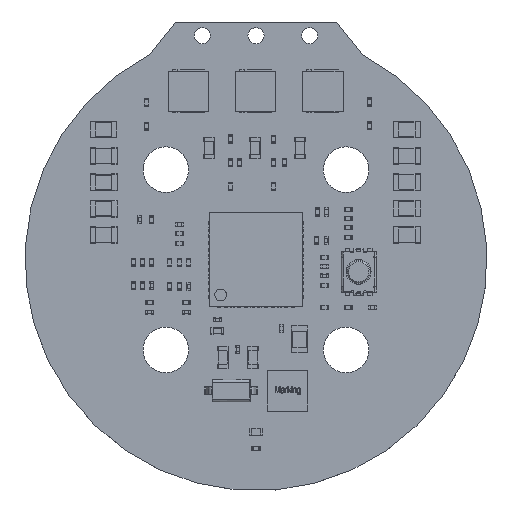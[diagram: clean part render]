
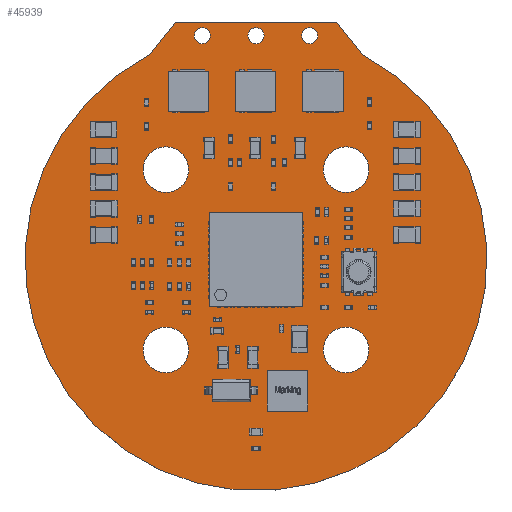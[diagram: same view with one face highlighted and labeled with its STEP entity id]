
A CAD part, top view. The second image highlights one B-rep face of the part: STEP entity #45939.
In plain terms, the highlighted planar face has unit normal (0, 0, 1).
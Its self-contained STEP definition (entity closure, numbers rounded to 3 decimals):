
#45748 = VERTEX_POINT('',#45749);
#45749 = CARTESIAN_POINT('',(108.006,-84.758,1.51));
#45755 = EDGE_CURVE('',#45748,#45756,#45758,.T.);
#45756 = VERTEX_POINT('',#45757);
#45757 = CARTESIAN_POINT('',(92.01,-84.75,1.51));
#45758 = CIRCLE('',#45759,17.216);
#45759 = AXIS2_PLACEMENT_3D('',#45760,#45761,#45762);
#45760 = CARTESIAN_POINT('',(100.,-100.,1.51));
#45761 = DIRECTION('',(0.,0.,-1.));
#45762 = DIRECTION('',(0.465,0.885,0.));
#45790 = VERTEX_POINT('',#45791);
#45791 = CARTESIAN_POINT('',(106.009,-82.28,1.51));
#45797 = EDGE_CURVE('',#45790,#45748,#45798,.T.);
#45798 = LINE('',#45799,#45800);
#45799 = CARTESIAN_POINT('',(106.009,-82.28,1.51));
#45800 = VECTOR('',#45801,1.);
#45801 = DIRECTION('',(0.627,-0.779,0.));
#45819 = EDGE_CURVE('',#45756,#45820,#45822,.T.);
#45820 = VERTEX_POINT('',#45821);
#45821 = CARTESIAN_POINT('',(94.,-82.28,1.51));
#45822 = LINE('',#45823,#45824);
#45823 = CARTESIAN_POINT('',(92.01,-84.75,1.51));
#45824 = VECTOR('',#45825,1.);
#45825 = DIRECTION('',(0.627,0.779,0.));
#45939 = ADVANCED_FACE('',(#45940,#45951,#45962,#45973,#45984,#45995,
    #46006,#46017),#46028,.T.);
#45940 = FACE_BOUND('',#45941,.T.);
#45941 = EDGE_LOOP('',(#45942,#45943,#45944,#45950));
#45942 = ORIENTED_EDGE('',*,*,#45755,.F.);
#45943 = ORIENTED_EDGE('',*,*,#45797,.F.);
#45944 = ORIENTED_EDGE('',*,*,#45945,.F.);
#45945 = EDGE_CURVE('',#45820,#45790,#45946,.T.);
#45946 = LINE('',#45947,#45948);
#45947 = CARTESIAN_POINT('',(94.,-82.28,1.51));
#45948 = VECTOR('',#45949,1.);
#45949 = DIRECTION('',(1.,0.,0.));
#45950 = ORIENTED_EDGE('',*,*,#45819,.F.);
#45951 = FACE_BOUND('',#45952,.T.);
#45952 = EDGE_LOOP('',(#45953));
#45953 = ORIENTED_EDGE('',*,*,#45954,.T.);
#45954 = EDGE_CURVE('',#45955,#45955,#45957,.T.);
#45955 = VERTEX_POINT('',#45956);
#45956 = CARTESIAN_POINT('',(93.283,-108.418,1.51));
#45957 = CIRCLE('',#45958,1.7);
#45958 = AXIS2_PLACEMENT_3D('',#45959,#45960,#45961);
#45959 = CARTESIAN_POINT('',(93.283,-106.718,1.51));
#45960 = DIRECTION('',(-0.,0.,-1.));
#45961 = DIRECTION('',(-0.,-1.,0.));
#45962 = FACE_BOUND('',#45963,.T.);
#45963 = EDGE_LOOP('',(#45964));
#45964 = ORIENTED_EDGE('',*,*,#45965,.T.);
#45965 = EDGE_CURVE('',#45966,#45966,#45968,.T.);
#45966 = VERTEX_POINT('',#45967);
#45967 = CARTESIAN_POINT('',(106.718,-108.418,1.51));
#45968 = CIRCLE('',#45969,1.7);
#45969 = AXIS2_PLACEMENT_3D('',#45970,#45971,#45972);
#45970 = CARTESIAN_POINT('',(106.718,-106.718,1.51));
#45971 = DIRECTION('',(-0.,0.,-1.));
#45972 = DIRECTION('',(-0.,-1.,0.));
#45973 = FACE_BOUND('',#45974,.T.);
#45974 = EDGE_LOOP('',(#45975));
#45975 = ORIENTED_EDGE('',*,*,#45976,.T.);
#45976 = EDGE_CURVE('',#45977,#45977,#45979,.T.);
#45977 = VERTEX_POINT('',#45978);
#45978 = CARTESIAN_POINT('',(93.283,-94.983,1.51));
#45979 = CIRCLE('',#45980,1.7);
#45980 = AXIS2_PLACEMENT_3D('',#45981,#45982,#45983);
#45981 = CARTESIAN_POINT('',(93.283,-93.283,1.51));
#45982 = DIRECTION('',(-0.,0.,-1.));
#45983 = DIRECTION('',(-0.,-1.,0.));
#45984 = FACE_BOUND('',#45985,.T.);
#45985 = EDGE_LOOP('',(#45986));
#45986 = ORIENTED_EDGE('',*,*,#45987,.T.);
#45987 = EDGE_CURVE('',#45988,#45988,#45990,.T.);
#45988 = VERTEX_POINT('',#45989);
#45989 = CARTESIAN_POINT('',(96.,-83.9,1.51));
#45990 = CIRCLE('',#45991,0.6);
#45991 = AXIS2_PLACEMENT_3D('',#45992,#45993,#45994);
#45992 = CARTESIAN_POINT('',(96.,-83.3,1.51));
#45993 = DIRECTION('',(-0.,0.,-1.));
#45994 = DIRECTION('',(-0.,-1.,0.));
#45995 = FACE_BOUND('',#45996,.T.);
#45996 = EDGE_LOOP('',(#45997));
#45997 = ORIENTED_EDGE('',*,*,#45998,.T.);
#45998 = EDGE_CURVE('',#45999,#45999,#46001,.T.);
#45999 = VERTEX_POINT('',#46000);
#46000 = CARTESIAN_POINT('',(106.718,-94.983,1.51));
#46001 = CIRCLE('',#46002,1.7);
#46002 = AXIS2_PLACEMENT_3D('',#46003,#46004,#46005);
#46003 = CARTESIAN_POINT('',(106.718,-93.283,1.51));
#46004 = DIRECTION('',(-0.,0.,-1.));
#46005 = DIRECTION('',(-0.,-1.,0.));
#46006 = FACE_BOUND('',#46007,.T.);
#46007 = EDGE_LOOP('',(#46008));
#46008 = ORIENTED_EDGE('',*,*,#46009,.T.);
#46009 = EDGE_CURVE('',#46010,#46010,#46012,.T.);
#46010 = VERTEX_POINT('',#46011);
#46011 = CARTESIAN_POINT('',(100.,-83.9,1.51));
#46012 = CIRCLE('',#46013,0.6);
#46013 = AXIS2_PLACEMENT_3D('',#46014,#46015,#46016);
#46014 = CARTESIAN_POINT('',(100.,-83.3,1.51));
#46015 = DIRECTION('',(-0.,0.,-1.));
#46016 = DIRECTION('',(-0.,-1.,0.));
#46017 = FACE_BOUND('',#46018,.T.);
#46018 = EDGE_LOOP('',(#46019));
#46019 = ORIENTED_EDGE('',*,*,#46020,.T.);
#46020 = EDGE_CURVE('',#46021,#46021,#46023,.T.);
#46021 = VERTEX_POINT('',#46022);
#46022 = CARTESIAN_POINT('',(104.,-83.9,1.51));
#46023 = CIRCLE('',#46024,0.6);
#46024 = AXIS2_PLACEMENT_3D('',#46025,#46026,#46027);
#46025 = CARTESIAN_POINT('',(104.,-83.3,1.51));
#46026 = DIRECTION('',(-0.,0.,-1.));
#46027 = DIRECTION('',(-0.,-1.,0.));
#46028 = PLANE('',#46029);
#46029 = AXIS2_PLACEMENT_3D('',#46030,#46031,#46032);
#46030 = CARTESIAN_POINT('',(0.,0.,1.51));
#46031 = DIRECTION('',(0.,0.,1.));
#46032 = DIRECTION('',(1.,0.,-0.));
